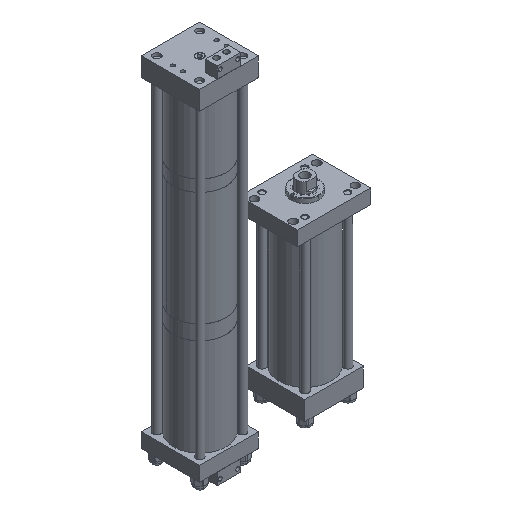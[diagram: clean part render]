
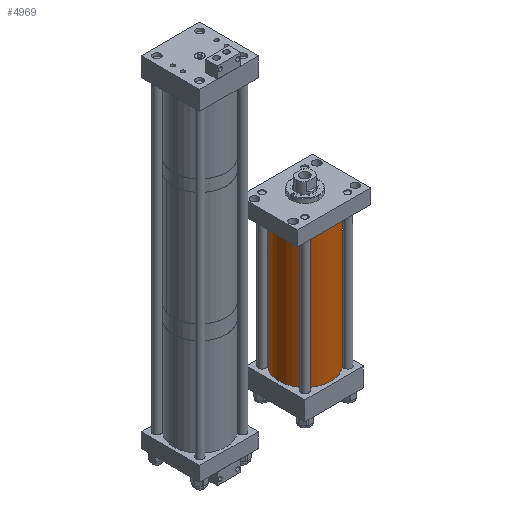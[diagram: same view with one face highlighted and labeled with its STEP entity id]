
A CAD part, isometric view. The second image highlights one B-rep face of the part: STEP entity #4969.
In plain terms, the highlighted cylindrical face has radius 57.15 mm (diameter 114.3 mm), a partial arc.
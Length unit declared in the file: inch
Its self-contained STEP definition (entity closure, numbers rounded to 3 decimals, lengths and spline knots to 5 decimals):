
#503 = DIRECTION ( 'NONE',  ( 1., 0., 0. ) ) ;
#680 = DIRECTION ( 'NONE',  ( 0., 0., -1. ) ) ;
#968 = CARTESIAN_POINT ( 'NONE',  ( 2.25, 0., 0. ) ) ;
#1498 = CARTESIAN_POINT ( 'NONE',  ( -2.25, 0., 0. ) ) ;
#1634 = DIRECTION ( 'NONE',  ( 0., 0., 1. ) ) ;
#1857 = CARTESIAN_POINT ( 'NONE',  ( -2.25, 0., 11.625 ) ) ;
#2077 = CARTESIAN_POINT ( 'NONE',  ( 0., 0., 11.625 ) ) ;
#2123 = AXIS2_PLACEMENT_3D ( 'NONE', #9617, #2928, #7462 ) ;
#2125 = ORIENTED_EDGE ( 'NONE', *, *, #12820, .T. ) ;
#2255 = EDGE_CURVE ( 'NONE', #12533, #10062, #2473, .T. ) ;
#2473 = LINE ( 'NONE', #1857, #8731 ) ;
#2928 = DIRECTION ( 'NONE',  ( 0., 0., -1. ) ) ;
#3113 = CARTESIAN_POINT ( 'NONE',  ( 2.25, 0., 11.625 ) ) ;
#3323 = AXIS2_PLACEMENT_3D ( 'NONE', #2077, #7401, #6393 ) ;
#3357 = VERTEX_POINT ( 'NONE', #968 ) ;
#3492 = ORIENTED_EDGE ( 'NONE', *, *, #2255, .F. ) ;
#3824 = ORIENTED_EDGE ( 'NONE', *, *, #9318, .T. ) ;
#4950 = CIRCLE ( 'NONE', #3323, 2.25 ) ;
#4965 = VERTEX_POINT ( 'NONE', #3113 ) ;
#4969 = ADVANCED_FACE ( 'NONE', ( #10707 ), #7104, .T. ) ;
#5330 = ORIENTED_EDGE ( 'NONE', *, *, #9124, .F. ) ;
#5415 = CARTESIAN_POINT ( 'NONE',  ( 2.25, 0., 11.625 ) ) ;
#5456 = VECTOR ( 'NONE', #13068, 39.37008 ) ;
#6393 = DIRECTION ( 'NONE',  ( 1., 0., 0. ) ) ;
#7104 = CYLINDRICAL_SURFACE ( 'NONE', #2123, 2.25 ) ;
#7401 = DIRECTION ( 'NONE',  ( 0., 0., 1. ) ) ;
#7462 = DIRECTION ( 'NONE',  ( -1., 0., 0. ) ) ;
#8321 = LINE ( 'NONE', #5415, #5456 ) ;
#8731 = VECTOR ( 'NONE', #680, 39.37008 ) ;
#9124 = EDGE_CURVE ( 'NONE', #4965, #12533, #4950, .T. ) ;
#9318 = EDGE_CURVE ( 'NONE', #4965, #3357, #8321, .T. ) ;
#9617 = CARTESIAN_POINT ( 'NONE',  ( 0., 0., 11.625 ) ) ;
#10038 = CIRCLE ( 'NONE', #10725, 2.25 ) ;
#10062 = VERTEX_POINT ( 'NONE', #1498 ) ;
#10583 = EDGE_LOOP ( 'NONE', ( #5330, #3824, #2125, #3492 ) ) ;
#10707 = FACE_OUTER_BOUND ( 'NONE', #10583, .T. ) ;
#10725 = AXIS2_PLACEMENT_3D ( 'NONE', #11376, #1634, #503 ) ;
#11376 = CARTESIAN_POINT ( 'NONE',  ( 0., 0., 0. ) ) ;
#12072 = CARTESIAN_POINT ( 'NONE',  ( -2.25, 0., 11.625 ) ) ;
#12533 = VERTEX_POINT ( 'NONE', #12072 ) ;
#12820 = EDGE_CURVE ( 'NONE', #3357, #10062, #10038, .T. ) ;
#13068 = DIRECTION ( 'NONE',  ( 0., 0., -1. ) ) ;
